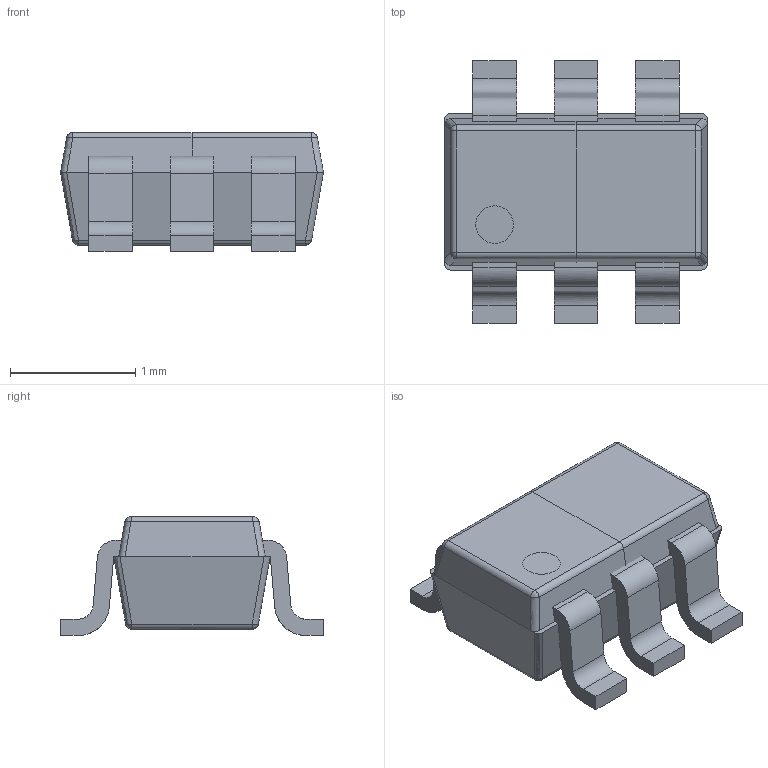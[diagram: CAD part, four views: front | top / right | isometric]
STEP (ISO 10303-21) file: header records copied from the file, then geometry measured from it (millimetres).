
FILE_DESCRIPTION(/* description */ (''),/* implementation_level */ '2;1');
FILE_NAME(/* name */ 'SOT-363',/* time_stamp */ '2022-09-01T17:17:23+02:00',/* author */ (''),/* organization */ (''),/* preprocessor_version */ 'ST-DEVELOPER v16.5',/* originating_system */ '',/* authorisation */ '');
FILE_SCHEMA (('AUTOMOTIVE_DESIGN'));
Length unit declared in the file: millimetre
Products named in the file (1): Document
Bounding box: 2.1 x 2.1 x 0.95 mm (x, y, z)
Volume: 0.3 mm3; surface area: 16.3 mm2
Topology: 6 solids, 8 shells, 149 faces, 368 edges, 228 vertices
Faces by surface type: plane 103, bspline 46
Entity records: 4670 total; most frequent: CARTESIAN_POINT 2196, ORIENTED_EDGE 722, EDGE_CURVE 362, B_SPLINE_CURVE_WITH_KNOTS 288, VERTEX_POINT 228, EDGE_LOOP 150, ADVANCED_FACE 149, FACE_OUTER_BOUND 149
